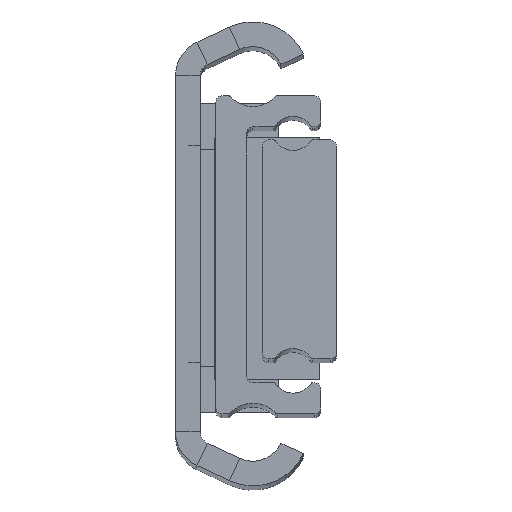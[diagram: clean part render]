
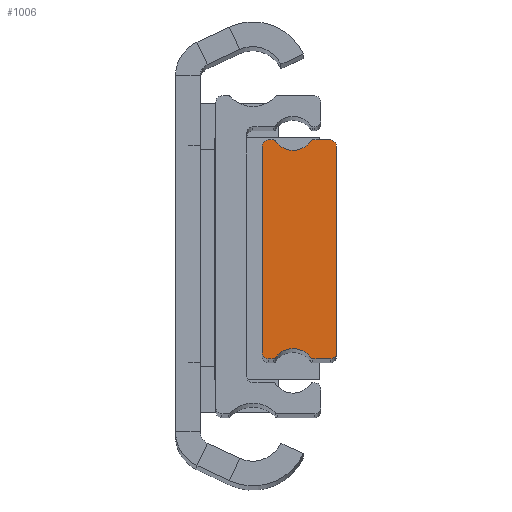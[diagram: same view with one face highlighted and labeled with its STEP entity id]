
A CAD part, top view. The second image highlights one B-rep face of the part: STEP entity #1006.
In plain terms, the highlighted planar face has unit normal (0, 0, 1).
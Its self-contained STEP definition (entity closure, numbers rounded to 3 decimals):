
#25 = LINE ( 'NONE', #93, #2134 ) ;
#32 = ORIENTED_EDGE ( 'NONE', *, *, #714, .T. ) ;
#49 = CARTESIAN_POINT ( 'NONE',  ( -4.208, 17.473, 0. ) ) ;
#72 = EDGE_CURVE ( 'NONE', #1072, #2679, #4149, .T. ) ;
#93 = CARTESIAN_POINT ( 'NONE',  ( -1., 17.688, 0. ) ) ;
#181 = VERTEX_POINT ( 'NONE', #4463 ) ;
#252 = EDGE_CURVE ( 'NONE', #360, #4071, #584, .T. ) ;
#360 = VERTEX_POINT ( 'NONE', #1124 ) ;
#388 = VECTOR ( 'NONE', #2366, 1000. ) ;
#496 = DIRECTION ( 'NONE',  ( 1., 0., 0. ) ) ;
#575 = EDGE_CURVE ( 'NONE', #3615, #3596, #1864, .T. ) ;
#584 = CIRCLE ( 'NONE', #3671, 1. ) ;
#586 = DIRECTION ( 'NONE',  ( 1., 0., 0. ) ) ;
#587 = DIRECTION ( 'NONE',  ( 0., 0., 1. ) ) ;
#604 = AXIS2_PLACEMENT_3D ( 'NONE', #1274, #1323, #1706 ) ;
#620 = EDGE_LOOP ( 'NONE', ( #3188, #3210, #962, #2255, #3721, #931, #3487, #1998, #32, #3096, #4115, #3237, #2546, #3812, #4159, #3082 ) ) ;
#700 = CIRCLE ( 'NONE', #844, 3.4 ) ;
#714 = EDGE_CURVE ( 'NONE', #2761, #2691, #957, .T. ) ;
#764 = LINE ( 'NONE', #1134, #4696 ) ;
#774 = DIRECTION ( 'NONE',  ( 0., 0., -1. ) ) ;
#844 = AXIS2_PLACEMENT_3D ( 'NONE', #4427, #774, #3008 ) ;
#852 = EDGE_CURVE ( 'NONE', #2691, #360, #2511, .T. ) ;
#903 = DIRECTION ( 'NONE',  ( 1., 0., 0. ) ) ;
#931 = ORIENTED_EDGE ( 'NONE', *, *, #1821, .T. ) ;
#945 = CARTESIAN_POINT ( 'NONE',  ( -11., 17.688, 0. ) ) ;
#957 = CIRCLE ( 'NONE', #1569, 1. ) ;
#962 = ORIENTED_EDGE ( 'NONE', *, *, #575, .T. ) ;
#995 = CIRCLE ( 'NONE', #3940, 0.5 ) ;
#1006 = ADVANCED_FACE ( 'NONE', ( #2235 ), #2986, .T. ) ;
#1072 = VERTEX_POINT ( 'NONE', #1856 ) ;
#1093 = DIRECTION ( 'NONE',  ( 0., 0., 1. ) ) ;
#1124 = CARTESIAN_POINT ( 'NONE',  ( 0., 16.688, 0. ) ) ;
#1134 = CARTESIAN_POINT ( 'NONE',  ( -3.797, -17.688, 0. ) ) ;
#1187 = AXIS2_PLACEMENT_3D ( 'NONE', #3371, #1220, #2659 ) ;
#1194 = AXIS2_PLACEMENT_3D ( 'NONE', #2651, #4571, #903 ) ;
#1199 = EDGE_CURVE ( 'NONE', #181, #4209, #1273, .T. ) ;
#1220 = DIRECTION ( 'NONE',  ( 0., 0., 1. ) ) ;
#1273 = CIRCLE ( 'NONE', #2028, 0.5 ) ;
#1274 = CARTESIAN_POINT ( 'NONE',  ( -7., -19.412, 0. ) ) ;
#1305 = DIRECTION ( 'NONE',  ( 0., 0., 1. ) ) ;
#1323 = DIRECTION ( 'NONE',  ( 0., 0., -1. ) ) ;
#1499 = DIRECTION ( 'NONE',  ( 1., 0., 0. ) ) ;
#1500 = CARTESIAN_POINT ( 'NONE',  ( -9.792, -17.473, 0. ) ) ;
#1513 = CARTESIAN_POINT ( 'NONE',  ( -10.203, 17.688, 0. ) ) ;
#1535 = EDGE_CURVE ( 'NONE', #2453, #1072, #3005, .T. ) ;
#1536 = DIRECTION ( 'NONE',  ( -1., 0., 0. ) ) ;
#1569 = AXIS2_PLACEMENT_3D ( 'NONE', #3428, #2357, #586 ) ;
#1609 = CARTESIAN_POINT ( 'NONE',  ( -11., -16.687, 0. ) ) ;
#1653 = CARTESIAN_POINT ( 'NONE',  ( -12., 16.688, 0. ) ) ;
#1706 = DIRECTION ( 'NONE',  ( 1., 0., 0. ) ) ;
#1757 = CARTESIAN_POINT ( 'NONE',  ( -1., -17.688, 0. ) ) ;
#1763 = VERTEX_POINT ( 'NONE', #3449 ) ;
#1821 = EDGE_CURVE ( 'NONE', #3740, #4206, #1886, .T. ) ;
#1845 = LINE ( 'NONE', #2925, #3262 ) ;
#1856 = CARTESIAN_POINT ( 'NONE',  ( -10.203, 17.688, 0. ) ) ;
#1864 = CIRCLE ( 'NONE', #4529, 1. ) ;
#1886 = CIRCLE ( 'NONE', #604, 3.4 ) ;
#1935 = DIRECTION ( 'NONE',  ( 0., 0., 1. ) ) ;
#1967 = EDGE_CURVE ( 'NONE', #2833, #3740, #2480, .T. ) ;
#1998 = ORIENTED_EDGE ( 'NONE', *, *, #2308, .T. ) ;
#2028 = AXIS2_PLACEMENT_3D ( 'NONE', #3423, #2728, #3818 ) ;
#2134 = VECTOR ( 'NONE', #1536, 1000. ) ;
#2235 = FACE_OUTER_BOUND ( 'NONE', #620, .T. ) ;
#2255 = ORIENTED_EDGE ( 'NONE', *, *, #4341, .T. ) ;
#2308 = EDGE_CURVE ( 'NONE', #1763, #2761, #764, .T. ) ;
#2309 = CARTESIAN_POINT ( 'NONE',  ( -3.797, -17.188, 0. ) ) ;
#2357 = DIRECTION ( 'NONE',  ( 0., 0., 1. ) ) ;
#2366 = DIRECTION ( 'NONE',  ( 1., 0., 0. ) ) ;
#2439 = DIRECTION ( 'NONE',  ( 0., -1., 0. ) ) ;
#2453 = VERTEX_POINT ( 'NONE', #4468 ) ;
#2455 = CARTESIAN_POINT ( 'NONE',  ( -10.203, -17.688, 0. ) ) ;
#2480 = CIRCLE ( 'NONE', #3845, 0.5 ) ;
#2511 = LINE ( 'NONE', #4338, #3607 ) ;
#2546 = ORIENTED_EDGE ( 'NONE', *, *, #1199, .T. ) ;
#2587 = DIRECTION ( 'NONE',  ( 0., 0., 1. ) ) ;
#2612 = VECTOR ( 'NONE', #4438, 1000. ) ;
#2651 = CARTESIAN_POINT ( 'NONE',  ( -10.203, 17.188, 0. ) ) ;
#2659 = DIRECTION ( 'NONE',  ( 1., 0., 0. ) ) ;
#2679 = VERTEX_POINT ( 'NONE', #945 ) ;
#2691 = VERTEX_POINT ( 'NONE', #3484 ) ;
#2728 = DIRECTION ( 'NONE',  ( 0., 0., 1. ) ) ;
#2761 = VERTEX_POINT ( 'NONE', #1757 ) ;
#2801 = CARTESIAN_POINT ( 'NONE',  ( -11., -17.687, 0. ) ) ;
#2803 = DIRECTION ( 'NONE',  ( 0., 1., 0. ) ) ;
#2833 = VERTEX_POINT ( 'NONE', #2455 ) ;
#2903 = CARTESIAN_POINT ( 'NONE',  ( -1., 17.688, 0. ) ) ;
#2925 = CARTESIAN_POINT ( 'NONE',  ( -12., 16.688, 0. ) ) ;
#2986 = PLANE ( 'NONE',  #1187 ) ;
#3005 = CIRCLE ( 'NONE', #1194, 0.5 ) ;
#3008 = DIRECTION ( 'NONE',  ( 1., 0., 0. ) ) ;
#3082 = ORIENTED_EDGE ( 'NONE', *, *, #72, .T. ) ;
#3096 = ORIENTED_EDGE ( 'NONE', *, *, #852, .T. ) ;
#3123 = LINE ( 'NONE', #3436, #388 ) ;
#3183 = AXIS2_PLACEMENT_3D ( 'NONE', #4121, #1935, #3751 ) ;
#3188 = ORIENTED_EDGE ( 'NONE', *, *, #4630, .T. ) ;
#3210 = ORIENTED_EDGE ( 'NONE', *, *, #4105, .T. ) ;
#3237 = ORIENTED_EDGE ( 'NONE', *, *, #4589, .T. ) ;
#3262 = VECTOR ( 'NONE', #2439, 1000. ) ;
#3371 = CARTESIAN_POINT ( 'NONE',  ( -11., 16.687, 0. ) ) ;
#3423 = CARTESIAN_POINT ( 'NONE',  ( -3.797, 17.188, 0. ) ) ;
#3428 = CARTESIAN_POINT ( 'NONE',  ( -1., -16.688, 0. ) ) ;
#3436 = CARTESIAN_POINT ( 'NONE',  ( -11., -17.687, 0. ) ) ;
#3449 = CARTESIAN_POINT ( 'NONE',  ( -3.797, -17.688, 0. ) ) ;
#3484 = CARTESIAN_POINT ( 'NONE',  ( 0., -16.688, 0. ) ) ;
#3487 = ORIENTED_EDGE ( 'NONE', *, *, #4603, .T. ) ;
#3503 = VERTEX_POINT ( 'NONE', #1653 ) ;
#3596 = VERTEX_POINT ( 'NONE', #2801 ) ;
#3607 = VECTOR ( 'NONE', #2803, 1000. ) ;
#3615 = VERTEX_POINT ( 'NONE', #4356 ) ;
#3628 = CARTESIAN_POINT ( 'NONE',  ( -10.203, -17.188, 0. ) ) ;
#3671 = AXIS2_PLACEMENT_3D ( 'NONE', #3809, #1305, #4609 ) ;
#3721 = ORIENTED_EDGE ( 'NONE', *, *, #1967, .T. ) ;
#3740 = VERTEX_POINT ( 'NONE', #1500 ) ;
#3748 = EDGE_CURVE ( 'NONE', #4209, #2453, #700, .T. ) ;
#3751 = DIRECTION ( 'NONE',  ( 1., 0., 0. ) ) ;
#3809 = CARTESIAN_POINT ( 'NONE',  ( -1., 16.688, 0. ) ) ;
#3812 = ORIENTED_EDGE ( 'NONE', *, *, #3748, .T. ) ;
#3818 = DIRECTION ( 'NONE',  ( 1., 0., 0. ) ) ;
#3845 = AXIS2_PLACEMENT_3D ( 'NONE', #3628, #1093, #1499 ) ;
#3940 = AXIS2_PLACEMENT_3D ( 'NONE', #2309, #587, #496 ) ;
#3960 = DIRECTION ( 'NONE',  ( 1., 0., 0. ) ) ;
#4048 = CARTESIAN_POINT ( 'NONE',  ( -4.208, -17.473, 0. ) ) ;
#4071 = VERTEX_POINT ( 'NONE', #2903 ) ;
#4095 = CIRCLE ( 'NONE', #3183, 1. ) ;
#4105 = EDGE_CURVE ( 'NONE', #3503, #3615, #1845, .T. ) ;
#4115 = ORIENTED_EDGE ( 'NONE', *, *, #252, .T. ) ;
#4121 = CARTESIAN_POINT ( 'NONE',  ( -11., 16.687, 0. ) ) ;
#4149 = LINE ( 'NONE', #1513, #2612 ) ;
#4159 = ORIENTED_EDGE ( 'NONE', *, *, #1535, .T. ) ;
#4206 = VERTEX_POINT ( 'NONE', #4048 ) ;
#4209 = VERTEX_POINT ( 'NONE', #49 ) ;
#4338 = CARTESIAN_POINT ( 'NONE',  ( 0., -16.688, 0. ) ) ;
#4341 = EDGE_CURVE ( 'NONE', #3596, #2833, #3123, .T. ) ;
#4356 = CARTESIAN_POINT ( 'NONE',  ( -12., -16.687, 0. ) ) ;
#4427 = CARTESIAN_POINT ( 'NONE',  ( -7., 19.412, 0. ) ) ;
#4438 = DIRECTION ( 'NONE',  ( -1., 0., 0. ) ) ;
#4463 = CARTESIAN_POINT ( 'NONE',  ( -3.797, 17.688, 0. ) ) ;
#4468 = CARTESIAN_POINT ( 'NONE',  ( -9.792, 17.473, 0. ) ) ;
#4508 = DIRECTION ( 'NONE',  ( 1., 0., 0. ) ) ;
#4529 = AXIS2_PLACEMENT_3D ( 'NONE', #1609, #2587, #4508 ) ;
#4571 = DIRECTION ( 'NONE',  ( 0., 0., 1. ) ) ;
#4589 = EDGE_CURVE ( 'NONE', #4071, #181, #25, .T. ) ;
#4603 = EDGE_CURVE ( 'NONE', #4206, #1763, #995, .T. ) ;
#4609 = DIRECTION ( 'NONE',  ( 1., 0., 0. ) ) ;
#4630 = EDGE_CURVE ( 'NONE', #2679, #3503, #4095, .T. ) ;
#4696 = VECTOR ( 'NONE', #3960, 1000. ) ;
